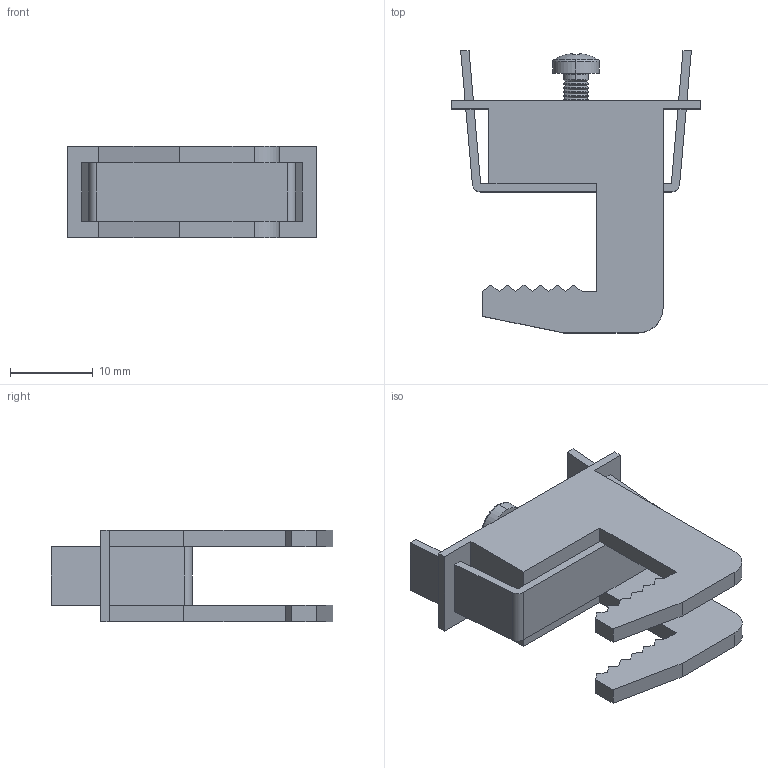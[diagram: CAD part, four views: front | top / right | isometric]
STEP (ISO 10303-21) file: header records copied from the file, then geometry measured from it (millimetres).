
FILE_DESCRIPTION (( 'STEP AP203' ), '1' );
FILE_NAME ('Óíèâåðñàëüíûå òåðìèíàëû äëÿ ïðîâîäíèêîâ EKF PROxima h=17.STEP', '2016-11-06T10:08:48', ( '' ), ( '' ), 'SwSTEP 2.0', 'SolidWorks 2014', '' );
FILE_SCHEMA (( 'CONFIG_CONTROL_DESIGN' ));
Length unit declared in the file: millimetre
Products named in the file (3): Óíèâåðñàëüíûå òåðìèíàëû äëÿ ïðîâîäíèêîâ EKF PROxima h=17; pan head cross recess screw_din_ISO 7045 - M3 x 5 - Z --- 5S
Assembly tree (2 placements, depth 2):
  Óíèâåðñàëüíûå òåðìèíàëû äëÿ ïðîâîäíèêîâ EKF PROxima h=17
    Óíèâåðñàëüíûå òåðìèíàëû äëÿ ïðîâîäíèêîâ EKF PROxima h=17
    pan head cross recess screw_din_ISO 7045 - M3 x 5 - Z --- 5S
Bounding box: 30 x 34 x 11 mm (x, y, z)
Volume: 3627.9 mm3; surface area: 3143.9 mm2
Topology: 2 solids, 2 shells, 168 faces, 446 edges, 282 vertices
Faces by surface type: plane 91, cone 45, cylinder 26, torus 4, sphere 2
Entity records: 5505 total; most frequent: CARTESIAN_POINT 938, DIRECTION 929, ORIENTED_EDGE 888, EDGE_CURVE 444, AXIS2_PLACEMENT_3D 325, VERTEX_POINT 282, VECTOR 279, LINE 279
